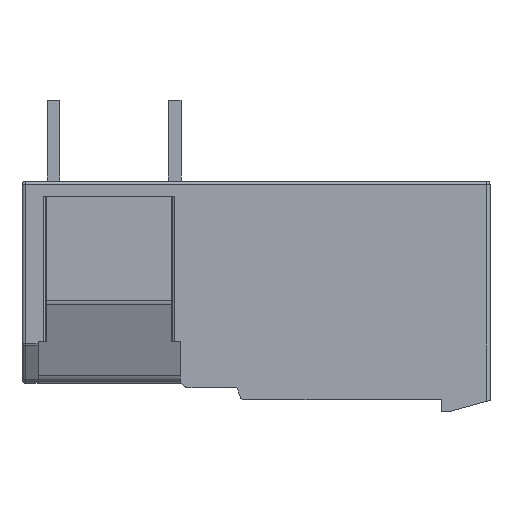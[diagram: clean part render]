
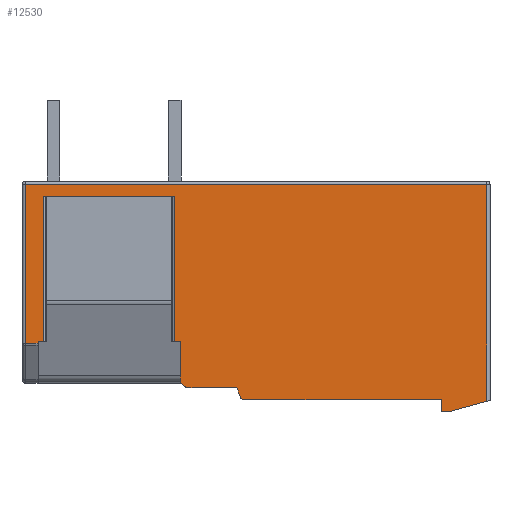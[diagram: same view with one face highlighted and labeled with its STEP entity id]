
A CAD part, front view. The second image highlights one B-rep face of the part: STEP entity #12530.
In plain terms, the highlighted planar face has unit normal (0, -1, 0).
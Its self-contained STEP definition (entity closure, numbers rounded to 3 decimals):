
#1=DIRECTION('',(0.,0.,-1.));
#2=VECTOR('',#1,13.446);
#3=CARTESIAN_POINT('',(17.65,0.,6.756));
#4=LINE('',#3,#2);
#5=DIRECTION('',(-0.963,0.,-0.27));
#6=VECTOR('',#5,2.388);
#7=CARTESIAN_POINT('',(17.65,0.,-6.69));
#8=LINE('',#7,#6);
#9=DIRECTION('',(-1.,0.,0.));
#10=VECTOR('',#9,0.5);
#11=CARTESIAN_POINT('',(15.35,0.,-7.334));
#12=LINE('',#11,#10);
#13=DIRECTION('',(0.,0.,1.));
#14=VECTOR('',#13,0.75);
#15=CARTESIAN_POINT('',(14.85,0.,-7.334));
#16=LINE('',#15,#14);
#17=DIRECTION('',(-1.,0.,0.));
#18=VECTOR('',#17,12.26);
#19=CARTESIAN_POINT('',(14.85,0.,-6.584));
#20=LINE('',#19,#18);
#21=CARTESIAN_POINT('',(2.59,0.,-6.384));
#22=DIRECTION('',(0.,1.,0.));
#23=DIRECTION('',(0.,0.,-1.));
#24=AXIS2_PLACEMENT_3D('',#21,#22,#23);
#26=DIRECTION('',(-0.376,0.,0.927));
#27=VECTOR('',#26,0.664);
#28=CARTESIAN_POINT('',(2.405,0.,-6.459));
#29=LINE('',#28,#27);
#30=DIRECTION('',(-1.,0.,0.));
#31=VECTOR('',#30,3.085);
#32=CARTESIAN_POINT('',(2.155,0.,-5.844));
#33=LINE('',#32,#31);
#34=CARTESIAN_POINT('',(-0.93,0.,-5.644));
#35=DIRECTION('',(0.,1.,0.));
#36=DIRECTION('',(0.,0.,-1.));
#37=AXIS2_PLACEMENT_3D('',#34,#35,#36);
#39=DIRECTION('',(-0.707,0.,0.707));
#40=VECTOR('',#39,0.313);
#41=CARTESIAN_POINT('',(-1.071,0.,-5.785));
#42=LINE('',#41,#40);
#43=DIRECTION('',(-1.,0.,0.));
#44=VECTOR('',#43,0.057);
#45=CARTESIAN_POINT('',(-1.293,0.,-5.564));
#46=LINE('',#45,#44);
#47=DIRECTION('',(0.,0.,-1.));
#48=VECTOR('',#47,2.58);
#49=CARTESIAN_POINT('',(-1.35,0.,-2.984));
#50=LINE('',#49,#48);
#51=DIRECTION('',(-1.,0.,0.));
#52=VECTOR('',#51,8.16);
#53=CARTESIAN_POINT('',(-1.67,0.,6.016));
#54=LINE('',#53,#52);
#55=DIRECTION('',(0.,0.,-1.));
#56=VECTOR('',#55,9.);
#57=CARTESIAN_POINT('',(-9.83,0.,6.016));
#58=LINE('',#57,#56);
#59=DIRECTION('',(0.,0.,-1.));
#60=VECTOR('',#59,0.123);
#61=CARTESIAN_POINT('',(-10.15,0.,-2.984));
#62=LINE('',#61,#60);
#63=DIRECTION('',(-1.,0.,0.));
#64=VECTOR('',#63,0.8);
#65=CARTESIAN_POINT('',(-10.15,0.,-3.106));
#66=LINE('',#65,#64);
#67=DIRECTION('',(0.,0.,1.));
#68=VECTOR('',#67,9.863);
#69=CARTESIAN_POINT('',(-10.95,0.,-3.106));
#70=LINE('',#69,#68);
#71=DIRECTION('',(1.,0.,0.));
#72=VECTOR('',#71,28.6);
#73=CARTESIAN_POINT('',(-10.95,0.,6.756));
#74=LINE('',#73,#72);
#84=CARTESIAN_POINT('',(17.65,0.,-6.69));
#8346=DIRECTION('',(-1.,0.,0.));
#8347=VECTOR('',#8346,0.32);
#8348=CARTESIAN_POINT('',(-1.35,0.,-2.984));
#8349=LINE('',#8348,#8347);
#8350=DIRECTION('',(-1.,0.,0.));
#8351=VECTOR('',#8350,0.32);
#8352=CARTESIAN_POINT('',(-9.83,0.,-2.984));
#8353=LINE('',#8352,#8351);
#8385=DIRECTION('',(0.,0.,-1.));
#8386=VECTOR('',#8385,9.);
#8387=CARTESIAN_POINT('',(-1.67,0.,6.016));
#8388=LINE('',#8387,#8386);
#9535=CARTESIAN_POINT('',(15.35,0.,-7.334));
#9536=CARTESIAN_POINT('',(14.85,0.,-7.334));
#9537=VERTEX_POINT('',#9535);
#9538=VERTEX_POINT('',#9536);
#9539=CARTESIAN_POINT('',(14.85,0.,-6.584));
#9540=VERTEX_POINT('',#9539);
#9541=CARTESIAN_POINT('',(2.59,0.,-6.584));
#9542=VERTEX_POINT('',#9541);
#9543=CARTESIAN_POINT('',(2.405,0.,-6.459));
#9544=VERTEX_POINT('',#9543);
#9545=CARTESIAN_POINT('',(2.155,0.,-5.844));
#9546=VERTEX_POINT('',#9545);
#9547=CARTESIAN_POINT('',(-0.93,0.,-5.844));
#9548=VERTEX_POINT('',#9547);
#9549=CARTESIAN_POINT('',(-1.071,0.,-5.785));
#9550=VERTEX_POINT('',#9549);
#9551=CARTESIAN_POINT('',(-1.293,0.,-5.564));
#9552=VERTEX_POINT('',#9551);
#11401=CARTESIAN_POINT('',(-1.35,0.,-5.564));
#11403=VERTEX_POINT('',#11401);
#11407=CARTESIAN_POINT('',(-1.67,0.,-2.984));
#11409=VERTEX_POINT('',#11407);
#11412=CARTESIAN_POINT('',(-9.83,0.,-2.984));
#11414=VERTEX_POINT('',#11412);
#11416=CARTESIAN_POINT('',(-1.35,0.,-2.984));
#11418=VERTEX_POINT('',#11416);
#11421=CARTESIAN_POINT('',(-10.15,0.,-2.984));
#11423=VERTEX_POINT('',#11421);
#11427=CARTESIAN_POINT('',(-1.67,0.,6.016));
#11429=VERTEX_POINT('',#11427);
#11432=CARTESIAN_POINT('',(-9.83,0.,6.016));
#11434=VERTEX_POINT('',#11432);
#11491=CARTESIAN_POINT('',(-10.15,0.,-3.106));
#11492=VERTEX_POINT('',#11491);
#11502=VERTEX_POINT('',#84);
#11503=CARTESIAN_POINT('',(17.65,0.,6.756));
#11504=VERTEX_POINT('',#11503);
#11511=CARTESIAN_POINT('',(-10.95,0.,6.756));
#11512=VERTEX_POINT('',#11511);
#11517=CARTESIAN_POINT('',(-10.95,0.,-3.106));
#11518=VERTEX_POINT('',#11517);
#12481=CARTESIAN_POINT('',(0.,0.,0.));
#12482=DIRECTION('',(0.,1.,0.));
#12483=DIRECTION('',(1.,0.,0.));
#12484=AXIS2_PLACEMENT_3D('',#12481,#12482,#12483);
#12485=PLANE('',#12484);
#12487=ORIENTED_EDGE('',*,*,#12486,.T.);
#12489=ORIENTED_EDGE('',*,*,#12488,.T.);
#12491=ORIENTED_EDGE('',*,*,#12490,.T.);
#12493=ORIENTED_EDGE('',*,*,#12492,.T.);
#12495=ORIENTED_EDGE('',*,*,#12494,.T.);
#12497=ORIENTED_EDGE('',*,*,#12496,.T.);
#12499=ORIENTED_EDGE('',*,*,#12498,.T.);
#12501=ORIENTED_EDGE('',*,*,#12500,.T.);
#12503=ORIENTED_EDGE('',*,*,#12502,.T.);
#12505=ORIENTED_EDGE('',*,*,#12504,.T.);
#12507=ORIENTED_EDGE('',*,*,#12506,.T.);
#12509=ORIENTED_EDGE('',*,*,#12508,.F.);
#12511=ORIENTED_EDGE('',*,*,#12510,.T.);
#12513=ORIENTED_EDGE('',*,*,#12512,.F.);
#12515=ORIENTED_EDGE('',*,*,#12514,.T.);
#12517=ORIENTED_EDGE('',*,*,#12516,.T.);
#12519=ORIENTED_EDGE('',*,*,#12518,.T.);
#12521=ORIENTED_EDGE('',*,*,#12520,.T.);
#12523=ORIENTED_EDGE('',*,*,#12522,.T.);
#12525=ORIENTED_EDGE('',*,*,#12524,.T.);
#12527=ORIENTED_EDGE('',*,*,#12526,.T.);
#12528=EDGE_LOOP('',(#12487,#12489,#12491,#12493,#12495,#12497,#12499,#12501,
#12503,#12505,#12507,#12509,#12511,#12513,#12515,#12517,#12519,#12521,#12523,
#12525,#12527));
#12529=FACE_OUTER_BOUND('',#12528,.F.);
#12530=ADVANCED_FACE('',(#12529),#12485,.F.);
#25=CIRCLE('',#24,0.2);
#38=CIRCLE('',#37,0.2);
#12486=EDGE_CURVE('',#11504,#11502,#4,.T.);
#12488=EDGE_CURVE('',#11502,#9537,#8,.T.);
#12490=EDGE_CURVE('',#9537,#9538,#12,.T.);
#12492=EDGE_CURVE('',#9538,#9540,#16,.T.);
#12494=EDGE_CURVE('',#9540,#9542,#20,.T.);
#12496=EDGE_CURVE('',#9542,#9544,#25,.T.);
#12498=EDGE_CURVE('',#9544,#9546,#29,.T.);
#12500=EDGE_CURVE('',#9546,#9548,#33,.T.);
#12502=EDGE_CURVE('',#9548,#9550,#38,.T.);
#12504=EDGE_CURVE('',#9550,#9552,#42,.T.);
#12506=EDGE_CURVE('',#9552,#11403,#46,.T.);
#12508=EDGE_CURVE('',#11418,#11403,#50,.T.);
#12510=EDGE_CURVE('',#11418,#11409,#8349,.T.);
#12512=EDGE_CURVE('',#11429,#11409,#8388,.T.);
#12514=EDGE_CURVE('',#11429,#11434,#54,.T.);
#12516=EDGE_CURVE('',#11434,#11414,#58,.T.);
#12518=EDGE_CURVE('',#11414,#11423,#8353,.T.);
#12520=EDGE_CURVE('',#11423,#11492,#62,.T.);
#12522=EDGE_CURVE('',#11492,#11518,#66,.T.);
#12524=EDGE_CURVE('',#11518,#11512,#70,.T.);
#12526=EDGE_CURVE('',#11512,#11504,#74,.T.);
